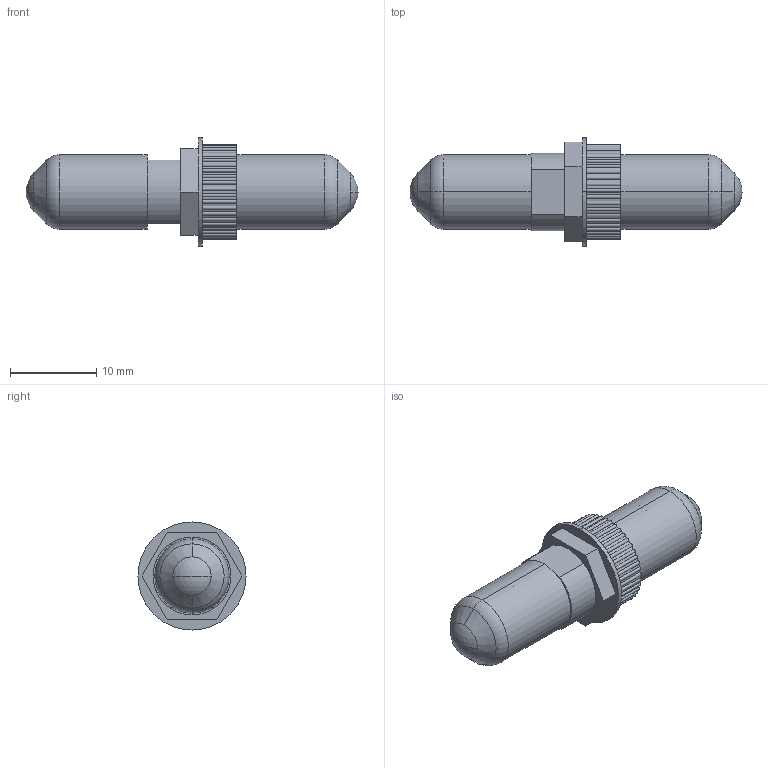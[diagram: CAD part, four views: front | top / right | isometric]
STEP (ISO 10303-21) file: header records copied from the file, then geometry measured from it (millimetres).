
FILE_DESCRIPTION (( 'STEP AP203' ), '1' );
FILE_NAME ('FC1-STUSTU1C-SM ITK Ïðîõîäíîé àäàïòåð ST-ST, (SM_MM), UPC, (Simplex).STEP', '2017-09-13T09:19:11', ( '' ), ( '' ), 'SwSTEP 2.0', 'SolidWorks 2014', '' );
FILE_SCHEMA (( 'CONFIG_CONTROL_DESIGN' ));
Length unit declared in the file: millimetre
Products named in the file (2): FC1-STUSTU1C-SM ITK Ïðîõîäíîé àäàïòåð ST-ST, (SM_MM), UPC, (Simplex)
Bounding box: 38.4 x 12.5 x 12.5 mm (x, y, z)
Volume: 1565.9 mm3; surface area: 3356 mm2
Topology: 7 solids, 7 shells, 214 faces, 554 edges, 362 vertices
Faces by surface type: cylinder 158, plane 30, cone 10, torus 8, sphere 8
Entity records: 6947 total; most frequent: DIRECTION 1328, CARTESIAN_POINT 1220, ORIENTED_EDGE 1108, AXIS2_PLACEMENT_3D 566, EDGE_CURVE 554, VERTEX_POINT 362, CIRCLE 350, EDGE_LOOP 232
